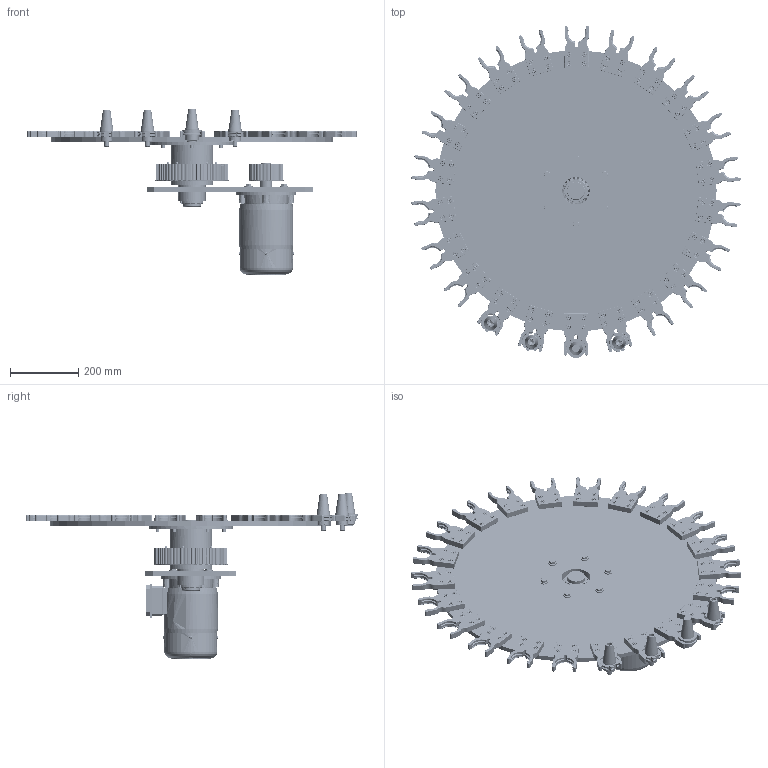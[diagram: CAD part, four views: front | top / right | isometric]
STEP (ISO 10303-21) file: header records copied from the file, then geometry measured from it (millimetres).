
FILE_DESCRIPTION(('FreeCAD Model'),'2;1');
FILE_NAME('Open CASCADE Shape Model','2025-04-17T15:55:13',('FreeCAD'),( 'FreeCAD'),'Open CASCADE STEP processor 7.6','FreeCAD','Unknown');
FILE_SCHEMA(('AUTOMOTIVE_DESIGN { 1 0 10303 214 1 1 1 1 }'));
Products named in the file (1): Open CASCADE STEP translator 7.6 1
Bounding box: 966.15 x 973.54 x 487.96 mm (x, y, z)
Volume: 263257.2 mm3; surface area: 2819357.1 mm2
Topology: 3 solids, 158 shells, 8432 faces, 20962 edges, 12975 vertices
Faces by surface type: bspline 8432
Entity records: 301970 total; most frequent: CARTESIAN_POINT 185996, ORIENTED_EDGE 41492, EDGE_CURVE 20754, VERTEX_POINT 12975, B_SPLINE_CURVE_WITH_KNOTS 10527, FACE_BOUND 9251, EDGE_LOOP 9251, ADVANCED_FACE 8432
